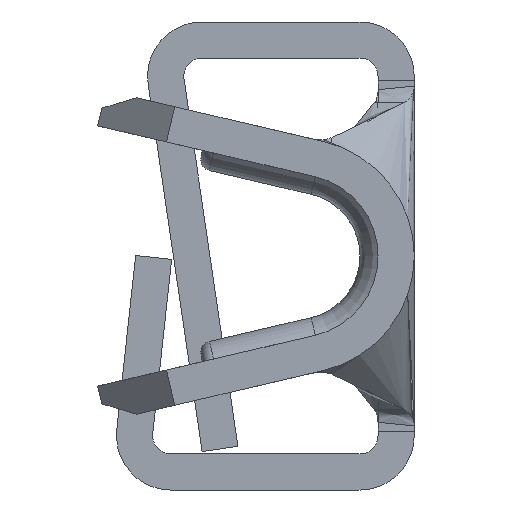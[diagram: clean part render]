
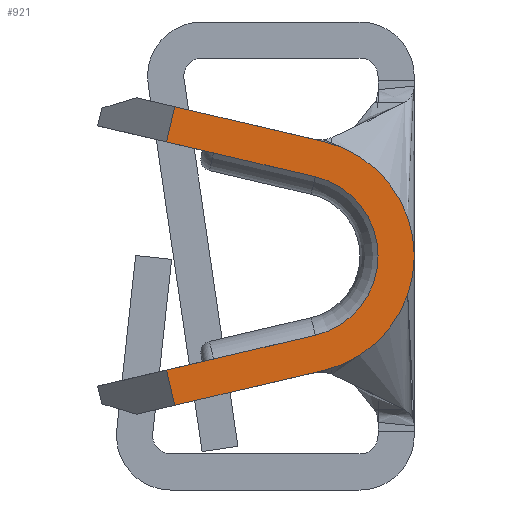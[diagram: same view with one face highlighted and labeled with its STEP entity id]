
A CAD part, left-side view. The second image highlights one B-rep face of the part: STEP entity #921.
In plain terms, the highlighted planar face has unit normal (-1, 0, 0).
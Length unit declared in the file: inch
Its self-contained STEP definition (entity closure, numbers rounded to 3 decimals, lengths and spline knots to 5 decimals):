
#72 = DIRECTION ( 'NONE',  ( 0., 0., 1. ) ) ;
#205 = CARTESIAN_POINT ( 'NONE',  ( -0.83, 0.02414, -0.05063 ) ) ;
#260 = CARTESIAN_POINT ( 'NONE',  ( -0.83, 0.036, 0. ) ) ;
#325 = CIRCLE ( 'NONE', #4962, 0.036 ) ;
#459 = ORIENTED_EDGE ( 'NONE', *, *, #4024, .T. ) ;
#517 = DIRECTION ( 'NONE',  ( 0., -0.228, -0.974 ) ) ;
#566 = CARTESIAN_POINT ( 'NONE',  ( -0.83, 0.09357, 0.05046 ) ) ;
#587 = DIRECTION ( 'NONE',  ( 0., 0.974, 0.228 ) ) ;
#624 = DIRECTION ( 'NONE',  ( 0., 0., 1. ) ) ;
#646 = DIRECTION ( 'NONE',  ( 0., 0.974, -0.228 ) ) ;
#660 = EDGE_CURVE ( 'NONE', #1376, #4534, #325, .T. ) ;
#690 = CARTESIAN_POINT ( 'NONE',  ( -0.83, 0.08993, -0.06603 ) ) ;
#748 = LINE ( 'NONE', #2093, #2628 ) ;
#760 = VERTEX_POINT ( 'NONE', #1457 ) ;
#799 = LINE ( 'NONE', #205, #3036 ) ;
#850 = VECTOR ( 'NONE', #4793, 39.37008 ) ;
#921 = ADVANCED_FACE ( 'NONE', ( #2901 ), #4646, .T. ) ;
#956 = CARTESIAN_POINT ( 'NONE',  ( -0.83, 0.02414, -0.05063 ) ) ;
#1012 = DIRECTION ( 'NONE',  ( -1., 0., 0. ) ) ;
#1269 = VECTOR ( 'NONE', #2001, 39.37008 ) ;
#1311 = VERTEX_POINT ( 'NONE', #956 ) ;
#1312 = CARTESIAN_POINT ( 'NONE',  ( -0.83, 0.02779, -0.03505 ) ) ;
#1376 = VERTEX_POINT ( 'NONE', #1755 ) ;
#1457 = CARTESIAN_POINT ( 'NONE',  ( -0.83, 0.02414, 0.05063 ) ) ;
#1731 = CARTESIAN_POINT ( 'NONE',  ( -0.83, 0.09357, -0.05046 ) ) ;
#1755 = CARTESIAN_POINT ( 'NONE',  ( -0.83, 0.02779, 0.03505 ) ) ;
#1822 = EDGE_CURVE ( 'NONE', #4534, #4574, #3106, .T. ) ;
#1993 = CARTESIAN_POINT ( 'NONE',  ( -0.83, 0.09357, 0.05046 ) ) ;
#2001 = DIRECTION ( 'NONE',  ( 0., -0.974, -0.228 ) ) ;
#2093 = CARTESIAN_POINT ( 'NONE',  ( -0.83, 0.02414, 0.05063 ) ) ;
#2116 = LINE ( 'NONE', #2766, #4223 ) ;
#2200 = VERTEX_POINT ( 'NONE', #690 ) ;
#2282 = CIRCLE ( 'NONE', #3062, 0.052 ) ;
#2287 = LINE ( 'NONE', #3475, #1269 ) ;
#2339 = DIRECTION ( 'NONE',  ( -1., 0., 0. ) ) ;
#2628 = VECTOR ( 'NONE', #587, 39.37008 ) ;
#2716 = ORIENTED_EDGE ( 'NONE', *, *, #1822, .T. ) ;
#2766 = CARTESIAN_POINT ( 'NONE',  ( -0.83, 0.09175, -0.05824 ) ) ;
#2798 = ORIENTED_EDGE ( 'NONE', *, *, #4271, .T. ) ;
#2833 = DIRECTION ( 'NONE',  ( 0., -0.974, 0.228 ) ) ;
#2876 = VERTEX_POINT ( 'NONE', #4017 ) ;
#2881 = DIRECTION ( 'NONE',  ( 1., 0., 0. ) ) ;
#2901 = FACE_OUTER_BOUND ( 'NONE', #4540, .T. ) ;
#3006 = VECTOR ( 'NONE', #646, 39.37008 ) ;
#3036 = VECTOR ( 'NONE', #2833, 39.37008 ) ;
#3062 = AXIS2_PLACEMENT_3D ( 'NONE', #3253, #1012, #3645 ) ;
#3106 = LINE ( 'NONE', #4859, #3006 ) ;
#3253 = CARTESIAN_POINT ( 'NONE',  ( -0.83, 0.036, 0. ) ) ;
#3475 = CARTESIAN_POINT ( 'NONE',  ( -0.83, 0.02779, 0.03505 ) ) ;
#3491 = VERTEX_POINT ( 'NONE', #1993 ) ;
#3594 = ORIENTED_EDGE ( 'NONE', *, *, #4250, .T. ) ;
#3645 = DIRECTION ( 'NONE',  ( 0., 0., 1. ) ) ;
#3801 = CARTESIAN_POINT ( 'NONE',  ( -0.83, 0.036, 0. ) ) ;
#3908 = EDGE_CURVE ( 'NONE', #3491, #1376, #2287, .T. ) ;
#3945 = ORIENTED_EDGE ( 'NONE', *, *, #4164, .T. ) ;
#3985 = LINE ( 'NONE', #566, #850 ) ;
#4017 = CARTESIAN_POINT ( 'NONE',  ( -0.83, 0.08993, 0.06603 ) ) ;
#4024 = EDGE_CURVE ( 'NONE', #2200, #1311, #799, .T. ) ;
#4164 = EDGE_CURVE ( 'NONE', #4574, #2200, #2116, .T. ) ;
#4208 = ORIENTED_EDGE ( 'NONE', *, *, #4372, .T. ) ;
#4223 = VECTOR ( 'NONE', #517, 39.37008 ) ;
#4250 = EDGE_CURVE ( 'NONE', #2876, #3491, #3985, .T. ) ;
#4271 = EDGE_CURVE ( 'NONE', #760, #2876, #748, .T. ) ;
#4372 = EDGE_CURVE ( 'NONE', #1311, #760, #2282, .T. ) ;
#4534 = VERTEX_POINT ( 'NONE', #1312 ) ;
#4540 = EDGE_LOOP ( 'NONE', ( #2798, #3594, #4919, #4761, #2716, #3945, #459, #4208 ) ) ;
#4574 = VERTEX_POINT ( 'NONE', #1731 ) ;
#4646 = PLANE ( 'NONE',  #4856 ) ;
#4761 = ORIENTED_EDGE ( 'NONE', *, *, #660, .T. ) ;
#4793 = DIRECTION ( 'NONE',  ( 0., 0.228, -0.974 ) ) ;
#4856 = AXIS2_PLACEMENT_3D ( 'NONE', #3801, #2339, #72 ) ;
#4859 = CARTESIAN_POINT ( 'NONE',  ( -0.83, 0.02779, -0.03505 ) ) ;
#4919 = ORIENTED_EDGE ( 'NONE', *, *, #3908, .T. ) ;
#4962 = AXIS2_PLACEMENT_3D ( 'NONE', #260, #2881, #624 ) ;
